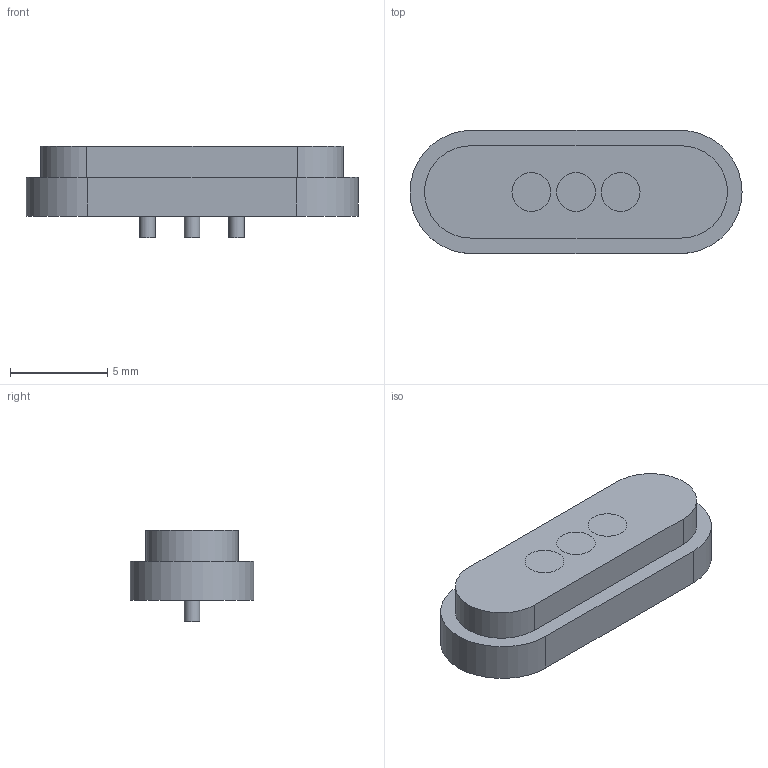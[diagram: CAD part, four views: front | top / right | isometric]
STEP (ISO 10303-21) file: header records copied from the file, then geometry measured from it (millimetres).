
FILE_DESCRIPTION(('FreeCAD Model'),'2;1');
FILE_NAME('PG-3P-2.3PH-MG-MF.step','2020-07-28T11:45:45',('Author'),(''), 'Open CASCADE STEP processor 7.3','FreeCAD','Unknown');
FILE_SCHEMA(('AUTOMOTIVE_DESIGN { 1 0 10303 214 1 1 1 1 }'));
Length unit declared in the file: millimetre
Products named in the file (4): Body; Pin3; Pin2; Pin1
Bounding box: 17.1 x 6.35 x 4.7 mm (x, y, z)
Volume: 312.3 mm3; surface area: 485.4 mm2
Topology: 4 solids, 4 shells, 29 faces, 51 edges, 34 vertices
Faces by surface type: plane 16, cylinder 13
Full cylindrical faces by diameter (mm): 0.8 x3, 2 x6
Entity records: 1471 total; most frequent: DIRECTION 236, CARTESIAN_POINT 235, ORIENTED_EDGE 102, PCURVE 102, DEFINITIONAL_REPRESENTATION 102, LINE 101, VECTOR 101, AXIS2_PLACEMENT_3D 56
